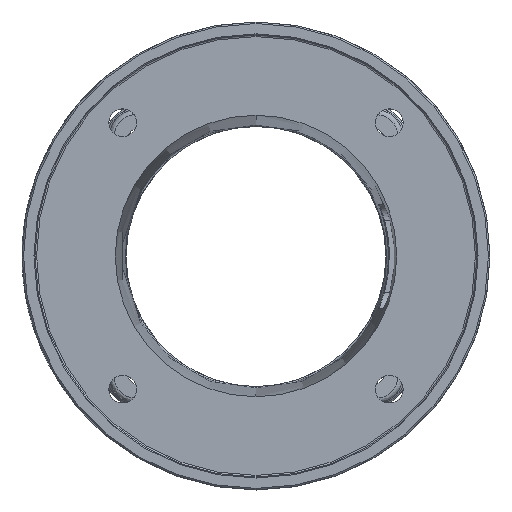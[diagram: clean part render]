
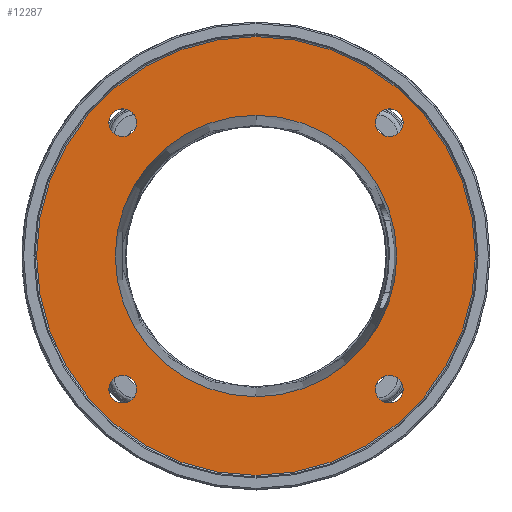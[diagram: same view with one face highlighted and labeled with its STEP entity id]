
A CAD part, top view. The second image highlights one B-rep face of the part: STEP entity #12287.
In plain terms, the highlighted planar face has unit normal (0, 0, 1).
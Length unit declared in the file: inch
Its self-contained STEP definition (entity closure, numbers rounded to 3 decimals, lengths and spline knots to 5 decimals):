
#556=CARTESIAN_POINT('',(0.,0.,-0.2075));
#557=DIRECTION('',(0.,0.,1.));
#558=DIRECTION('',(0.,1.,0.));
#559=AXIS2_PLACEMENT_3D('',#556,#557,#558);
#703=CARTESIAN_POINT('',(0.,0.,-0.2075));
#704=DIRECTION('',(0.,0.,-1.));
#705=DIRECTION('',(0.,1.,0.));
#706=AXIS2_PLACEMENT_3D('',#703,#704,#705);
#708=CARTESIAN_POINT('',(0.,0.,-0.2075));
#709=DIRECTION('',(0.,0.,1.));
#710=DIRECTION('',(0.,1.,0.));
#711=AXIS2_PLACEMENT_3D('',#708,#709,#710);
#849=CARTESIAN_POINT('',(0.,0.,-0.2075));
#850=DIRECTION('',(0.,0.,1.));
#851=DIRECTION('',(0.,-1.,0.));
#852=AXIS2_PLACEMENT_3D('',#849,#850,#851);
#4333=CARTESIAN_POINT('',(-2.56326,2.56326,-0.2075));
#4334=DIRECTION('',(0.,0.,-1.));
#4335=DIRECTION('',(-0.707,0.707,0.));
#4336=AXIS2_PLACEMENT_3D('',#4333,#4334,#4335);
#4343=CARTESIAN_POINT('',(-2.56326,2.56326,-0.2075));
#4344=DIRECTION('',(0.,0.,-1.));
#4345=DIRECTION('',(0.707,-0.707,0.));
#4346=AXIS2_PLACEMENT_3D('',#4343,#4344,#4345);
#4369=CARTESIAN_POINT('',(-2.56326,-2.56326,-0.2075));
#4370=DIRECTION('',(0.,0.,-1.));
#4371=DIRECTION('',(-0.707,-0.707,0.));
#4372=AXIS2_PLACEMENT_3D('',#4369,#4370,#4371);
#4379=CARTESIAN_POINT('',(-2.56326,-2.56326,-0.2075));
#4380=DIRECTION('',(0.,0.,-1.));
#4381=DIRECTION('',(0.707,0.707,0.));
#4382=AXIS2_PLACEMENT_3D('',#4379,#4380,#4381);
#4405=CARTESIAN_POINT('',(2.56326,-2.56326,-0.2075));
#4406=DIRECTION('',(0.,0.,-1.));
#4407=DIRECTION('',(0.707,-0.707,0.));
#4408=AXIS2_PLACEMENT_3D('',#4405,#4406,#4407);
#4415=CARTESIAN_POINT('',(2.56326,-2.56326,-0.2075));
#4416=DIRECTION('',(0.,0.,-1.));
#4417=DIRECTION('',(-0.707,0.707,0.));
#4418=AXIS2_PLACEMENT_3D('',#4415,#4416,#4417);
#4441=CARTESIAN_POINT('',(2.56326,2.56326,-0.2075));
#4442=DIRECTION('',(0.,0.,-1.));
#4443=DIRECTION('',(0.707,0.707,0.));
#4444=AXIS2_PLACEMENT_3D('',#4441,#4442,#4443);
#4451=CARTESIAN_POINT('',(2.56326,2.56326,-0.2075));
#4452=DIRECTION('',(0.,0.,-1.));
#4453=DIRECTION('',(-0.707,-0.707,0.));
#4454=AXIS2_PLACEMENT_3D('',#4451,#4452,#4453);
#11050=CARTESIAN_POINT('',(0.,4.22,-0.2075));
#11052=VERTEX_POINT('',#11050);
#11056=CARTESIAN_POINT('',(0.,-4.22,-0.2075));
#11058=VERTEX_POINT('',#11056);
#11062=CARTESIAN_POINT('',(0.,2.70736,-0.2075));
#11063=CARTESIAN_POINT('',(0.,-2.70736,-0.2075));
#11064=VERTEX_POINT('',#11062);
#11065=VERTEX_POINT('',#11063);
#11070=CARTESIAN_POINT('',(-2.75065,2.75065,-0.2075));
#11071=CARTESIAN_POINT('',(-2.37588,2.37588,-0.2075));
#11072=VERTEX_POINT('',#11070);
#11073=VERTEX_POINT('',#11071);
#11074=CARTESIAN_POINT('',(-2.75065,-2.75065,-0.2075));
#11075=CARTESIAN_POINT('',(-2.37588,-2.37588,-0.2075));
#11076=VERTEX_POINT('',#11074);
#11077=VERTEX_POINT('',#11075);
#11078=CARTESIAN_POINT('',(2.75065,-2.75065,-0.2075));
#11079=CARTESIAN_POINT('',(2.37588,-2.37588,-0.2075));
#11080=VERTEX_POINT('',#11078);
#11081=VERTEX_POINT('',#11079);
#11082=CARTESIAN_POINT('',(2.75065,2.75065,-0.2075));
#11083=CARTESIAN_POINT('',(2.37588,2.37588,-0.2075));
#11084=VERTEX_POINT('',#11082);
#11085=VERTEX_POINT('',#11083);
#12247=CARTESIAN_POINT('',(0.,0.,-0.2075));
#12248=DIRECTION('',(0.,0.,1.));
#12249=DIRECTION('',(0.,1.,0.));
#12250=AXIS2_PLACEMENT_3D('',#12247,#12248,#12249);
#12251=PLANE('',#12250);
#12253=ORIENTED_EDGE('',*,*,#12252,.T.);
#12255=ORIENTED_EDGE('',*,*,#12254,.F.);
#12256=EDGE_LOOP('',(#12253,#12255));
#12257=FACE_OUTER_BOUND('',#12256,.F.);
#12258=ORIENTED_EDGE('',*,*,#11987,.T.);
#12260=ORIENTED_EDGE('',*,*,#12259,.T.);
#12261=EDGE_LOOP('',(#12258,#12260));
#12262=FACE_BOUND('',#12261,.F.);
#12264=ORIENTED_EDGE('',*,*,#12263,.F.);
#12266=ORIENTED_EDGE('',*,*,#12265,.F.);
#12267=EDGE_LOOP('',(#12264,#12266));
#12268=FACE_BOUND('',#12267,.F.);
#12270=ORIENTED_EDGE('',*,*,#12269,.F.);
#12272=ORIENTED_EDGE('',*,*,#12271,.F.);
#12273=EDGE_LOOP('',(#12270,#12272));
#12274=FACE_BOUND('',#12273,.F.);
#12276=ORIENTED_EDGE('',*,*,#12275,.F.);
#12278=ORIENTED_EDGE('',*,*,#12277,.F.);
#12279=EDGE_LOOP('',(#12276,#12278));
#12280=FACE_BOUND('',#12279,.F.);
#12282=ORIENTED_EDGE('',*,*,#12281,.F.);
#12284=ORIENTED_EDGE('',*,*,#12283,.F.);
#12285=EDGE_LOOP('',(#12282,#12284));
#12286=FACE_BOUND('',#12285,.F.);
#12287=ADVANCED_FACE('',(#12257,#12262,#12268,#12274,#12280,#12286),#12251,.T.);
#560=CIRCLE('',#559,2.70736);
#707=CIRCLE('',#706,4.22);
#712=CIRCLE('',#711,4.22);
#853=CIRCLE('',#852,2.70736);
#4337=CIRCLE('',#4336,0.265);
#4347=CIRCLE('',#4346,0.265);
#4373=CIRCLE('',#4372,0.265);
#4383=CIRCLE('',#4382,0.265);
#4409=CIRCLE('',#4408,0.265);
#4419=CIRCLE('',#4418,0.265);
#4445=CIRCLE('',#4444,0.265);
#4455=CIRCLE('',#4454,0.265);
#11987=EDGE_CURVE('',#11064,#11065,#560,.T.);
#12252=EDGE_CURVE('',#11052,#11058,#707,.T.);
#12254=EDGE_CURVE('',#11052,#11058,#712,.T.);
#12259=EDGE_CURVE('',#11065,#11064,#853,.T.);
#12263=EDGE_CURVE('',#11072,#11073,#4337,.T.);
#12265=EDGE_CURVE('',#11073,#11072,#4347,.T.);
#12269=EDGE_CURVE('',#11076,#11077,#4373,.T.);
#12271=EDGE_CURVE('',#11077,#11076,#4383,.T.);
#12275=EDGE_CURVE('',#11080,#11081,#4409,.T.);
#12277=EDGE_CURVE('',#11081,#11080,#4419,.T.);
#12281=EDGE_CURVE('',#11084,#11085,#4445,.T.);
#12283=EDGE_CURVE('',#11085,#11084,#4455,.T.);
